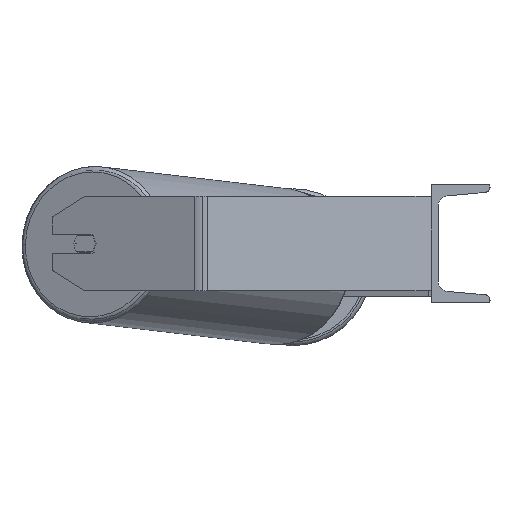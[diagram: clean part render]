
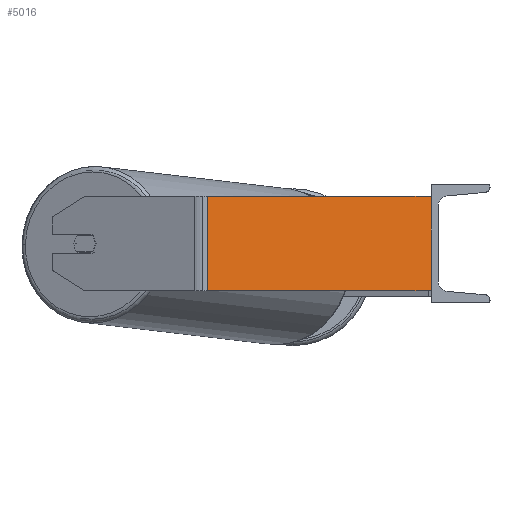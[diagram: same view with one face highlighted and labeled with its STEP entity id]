
A CAD part, left-side view. The second image highlights one B-rep face of the part: STEP entity #5016.
In plain terms, the highlighted planar face has unit normal (-0.966, -0.259, 0).
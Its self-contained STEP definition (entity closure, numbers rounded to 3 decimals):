
#83 = EDGE_LOOP ( 'NONE', ( #6329, #7012, #1768, #4379 ) ) ;
#319 = EDGE_CURVE ( 'NONE', #4101, #3229, #2056, .T. ) ;
#957 = DIRECTION ( 'NONE',  ( 0., 0., -1. ) ) ;
#1051 = DIRECTION ( 'NONE',  ( 0.966, 0.259, 0. ) ) ;
#1092 = CARTESIAN_POINT ( 'NONE',  ( -637.25, 195., -40. ) ) ;
#1244 = VERTEX_POINT ( 'NONE', #2152 ) ;
#1245 = VECTOR ( 'NONE', #3872, 1000. ) ;
#1261 = DIRECTION ( 'NONE',  ( 0.259, -0.966, 0. ) ) ;
#1472 = CARTESIAN_POINT ( 'NONE',  ( -635.743, 189.375, 40. ) ) ;
#1548 = EDGE_CURVE ( 'NONE', #3010, #1244, #6122, .T. ) ;
#1768 = ORIENTED_EDGE ( 'NONE', *, *, #319, .F. ) ;
#2039 = AXIS2_PLACEMENT_3D ( 'NONE', #6038, #1051, #8204 ) ;
#2056 = LINE ( 'NONE', #8442, #2814 ) ;
#2152 = CARTESIAN_POINT ( 'NONE',  ( -585., 0., -40. ) ) ;
#2625 = VECTOR ( 'NONE', #957, 1000. ) ;
#2814 = VECTOR ( 'NONE', #1261, 1000. ) ;
#2916 = VECTOR ( 'NONE', #8038, 1000. ) ;
#3010 = VERTEX_POINT ( 'NONE', #3165 ) ;
#3165 = CARTESIAN_POINT ( 'NONE',  ( -635.743, 189.375, -40. ) ) ;
#3218 = PLANE ( 'NONE',  #2039 ) ;
#3229 = VERTEX_POINT ( 'NONE', #5107 ) ;
#3872 = DIRECTION ( 'NONE',  ( 0.259, -0.966, 0. ) ) ;
#4101 = VERTEX_POINT ( 'NONE', #7273 ) ;
#4379 = ORIENTED_EDGE ( 'NONE', *, *, #6240, .T. ) ;
#4641 = FACE_OUTER_BOUND ( 'NONE', #83, .T. ) ;
#5016 = ADVANCED_FACE ( 'NONE', ( #4641 ), #3218, .F. ) ;
#5026 = LINE ( 'NONE', #1472, #2625 ) ;
#5107 = CARTESIAN_POINT ( 'NONE',  ( -585., 0., 40. ) ) ;
#5970 = EDGE_CURVE ( 'NONE', #3229, #1244, #6054, .T. ) ;
#6038 = CARTESIAN_POINT ( 'NONE',  ( -637.25, 195., 40. ) ) ;
#6054 = LINE ( 'NONE', #8958, #2916 ) ;
#6122 = LINE ( 'NONE', #1092, #1245 ) ;
#6240 = EDGE_CURVE ( 'NONE', #4101, #3010, #5026, .T. ) ;
#6329 = ORIENTED_EDGE ( 'NONE', *, *, #1548, .T. ) ;
#7012 = ORIENTED_EDGE ( 'NONE', *, *, #5970, .F. ) ;
#7273 = CARTESIAN_POINT ( 'NONE',  ( -635.743, 189.375, 40. ) ) ;
#8038 = DIRECTION ( 'NONE',  ( 0., 0., -1. ) ) ;
#8204 = DIRECTION ( 'NONE',  ( -0.259, 0.966, 0. ) ) ;
#8442 = CARTESIAN_POINT ( 'NONE',  ( -637.25, 195., 40. ) ) ;
#8958 = CARTESIAN_POINT ( 'NONE',  ( -585., 0., 40. ) ) ;
